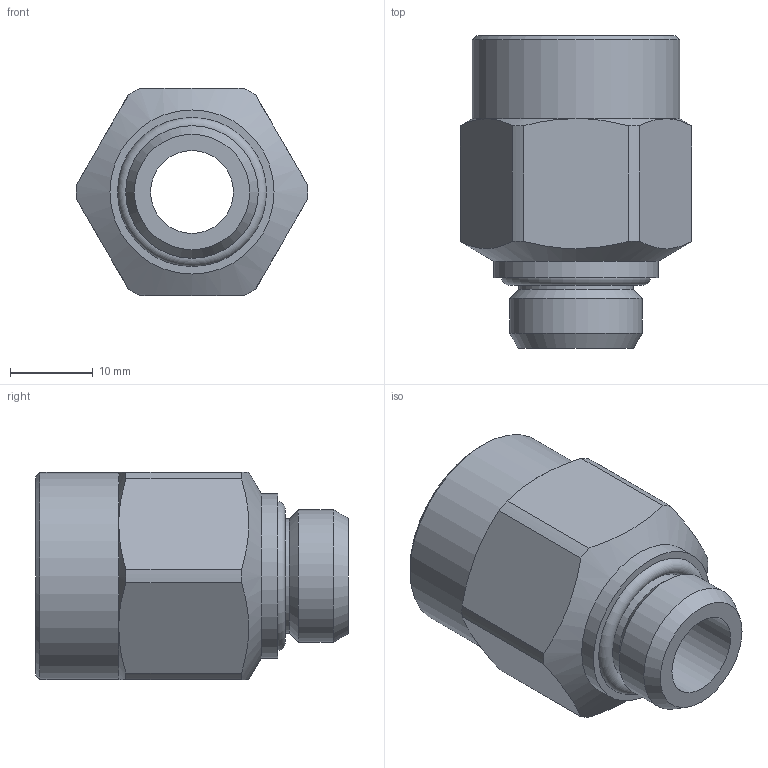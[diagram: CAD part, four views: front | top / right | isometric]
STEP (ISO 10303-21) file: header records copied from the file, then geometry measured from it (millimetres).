
FILE_DESCRIPTION(( 'MAF.12.15.M16X1.5.stp' ), '1');
FILE_NAME( 'MAF.12.15.M16X1.5.stp', '2021-02-19T15:27:38',( 'Sopra'),('sopra-pneumatic.com'), 'SwSTEP 2.0','SolidWorks 2009','' );
FILE_SCHEMA( ( 'AUTOMOTIVE_DESIGN { 1 0 10303 214 1 1 1 1 }' ) );
Length unit declared in the file: millimetre
Products named in the file (1): NONE
Bounding box: 28 x 37.7 x 25 mm (x, y, z)
Volume: 11229.2 mm3; surface area: 6699.5 mm2
Topology: 1 solids, 1 shells, 182 faces, 474 edges, 312 vertices
Faces by surface type: plane 86, bspline 66, cylinder 15, cone 12, torus 3
Full cylindrical faces by diameter (mm): 10 x1, 11.8 x1, 13.8 x1, 15.18 x2, 16 x1, 19.8 x1, 22 x1, 25 x1
Entity records: 10246 total; most frequent: CARTESIAN_POINT 4857, ORIENTED_EDGE 904, DIRECTION 576, EDGE_CURVE 452, VERTEX_POINT 308, LINE 258, VECTOR 258, EDGE_LOOP 220
